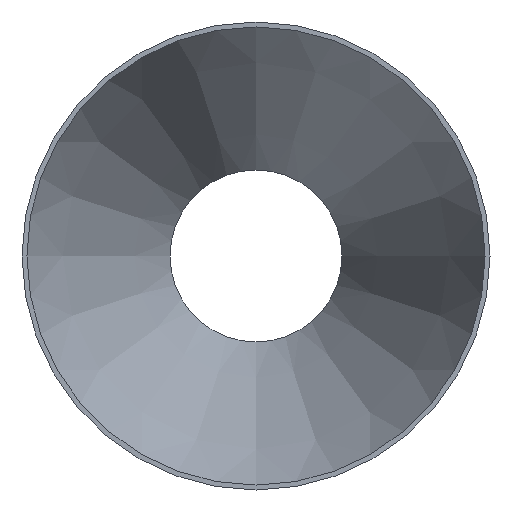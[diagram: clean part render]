
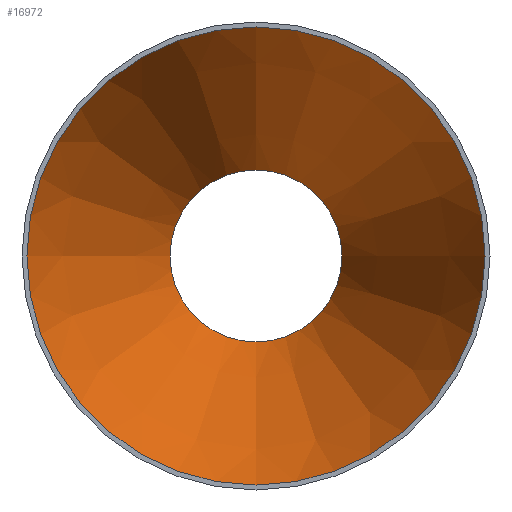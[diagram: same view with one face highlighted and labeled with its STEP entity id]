
A CAD part, front view. The second image highlights one B-rep face of the part: STEP entity #16972.
In plain terms, the highlighted conical face has half-angle 22.513 degrees and reference radius 100.835 mm.
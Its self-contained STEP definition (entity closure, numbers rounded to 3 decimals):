
#502 = DIRECTION ( 'NONE',  ( 0., 0., -1. ) ) ;
#1148 = DIRECTION ( 'NONE',  ( 0., 0., -1. ) ) ;
#3470 = EDGE_CURVE ( 'NONE', #16015, #16015, #12643, .T. ) ;
#5137 = CONICAL_SURFACE ( 'NONE', #28065, 100.835, 0.393 ) ;
#7271 = CARTESIAN_POINT ( 'NONE',  ( 0., 152., -37.835 ) ) ;
#9676 = EDGE_CURVE ( 'NONE', #28454, #28454, #19456, .T. ) ;
#12412 = DIRECTION ( 'NONE',  ( 0., -1., 0. ) ) ;
#12643 = CIRCLE ( 'NONE', #35575, 100.835 ) ;
#12745 = DIRECTION ( 'NONE',  ( 0., 0., -1. ) ) ;
#16015 = VERTEX_POINT ( 'NONE', #34268 ) ;
#16972 = ADVANCED_FACE ( 'NONE', ( #21088, #18742 ), #5137, .F. ) ;
#18742 = FACE_OUTER_BOUND ( 'NONE', #19989, .T. ) ;
#19456 = CIRCLE ( 'NONE', #37407, 37.835 ) ;
#19989 = EDGE_LOOP ( 'NONE', ( #37840 ) ) ;
#21088 = FACE_BOUND ( 'NONE', #35183, .T. ) ;
#21690 = DIRECTION ( 'NONE',  ( 0., -1., 0. ) ) ;
#24404 = CARTESIAN_POINT ( 'NONE',  ( 0., 152., 0. ) ) ;
#27173 = CARTESIAN_POINT ( 'NONE',  ( 0., 0., 0. ) ) ;
#28065 = AXIS2_PLACEMENT_3D ( 'NONE', #30567, #32920, #502 ) ;
#28313 = ORIENTED_EDGE ( 'NONE', *, *, #9676, .F. ) ;
#28454 = VERTEX_POINT ( 'NONE', #7271 ) ;
#30567 = CARTESIAN_POINT ( 'NONE',  ( 0., 0., 0. ) ) ;
#32920 = DIRECTION ( 'NONE',  ( 0., -1., 0. ) ) ;
#34268 = CARTESIAN_POINT ( 'NONE',  ( 0., 0., -100.835 ) ) ;
#35183 = EDGE_LOOP ( 'NONE', ( #28313 ) ) ;
#35575 = AXIS2_PLACEMENT_3D ( 'NONE', #27173, #12412, #1148 ) ;
#37407 = AXIS2_PLACEMENT_3D ( 'NONE', #24404, #21690, #12745 ) ;
#37840 = ORIENTED_EDGE ( 'NONE', *, *, #3470, .T. ) ;
